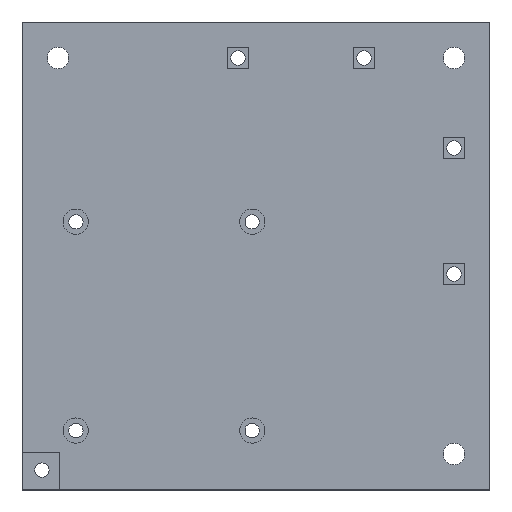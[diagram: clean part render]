
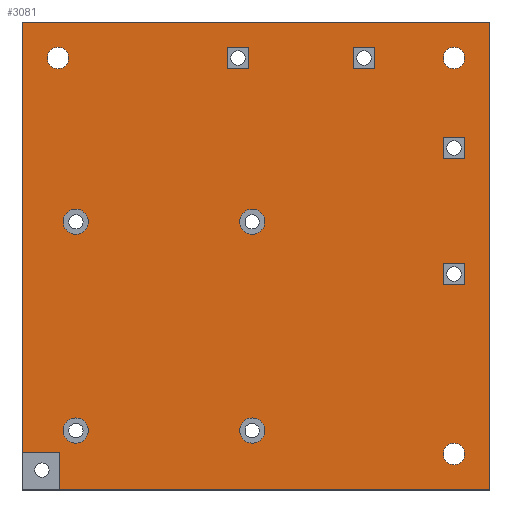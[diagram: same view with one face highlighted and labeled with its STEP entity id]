
A CAD part, top view. The second image highlights one B-rep face of the part: STEP entity #3081.
In plain terms, the highlighted planar face has unit normal (0, 0, 1).
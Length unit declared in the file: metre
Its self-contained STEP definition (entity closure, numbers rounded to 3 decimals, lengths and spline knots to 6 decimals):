
#28=CIRCLE('',#3284,0.0035);
#29=CIRCLE('',#3285,0.0035);
#30=CIRCLE('',#3286,0.0035);
#31=CIRCLE('',#3287,0.0035);
#32=CIRCLE('',#3288,0.003);
#33=CIRCLE('',#3289,0.003);
#34=CIRCLE('',#3290,0.003);
#75=ORIENTED_EDGE('',*,*,#947,.F.);
#76=ORIENTED_EDGE('',*,*,#948,.T.);
#77=ORIENTED_EDGE('',*,*,#949,.T.);
#78=ORIENTED_EDGE('',*,*,#950,.F.);
#79=ORIENTED_EDGE('',*,*,#951,.F.);
#80=ORIENTED_EDGE('',*,*,#952,.T.);
#81=ORIENTED_EDGE('',*,*,#953,.F.);
#82=ORIENTED_EDGE('',*,*,#954,.F.);
#83=ORIENTED_EDGE('',*,*,#955,.F.);
#84=ORIENTED_EDGE('',*,*,#956,.F.);
#85=ORIENTED_EDGE('',*,*,#957,.T.);
#86=ORIENTED_EDGE('',*,*,#958,.T.);
#87=ORIENTED_EDGE('',*,*,#959,.F.);
#88=ORIENTED_EDGE('',*,*,#960,.F.);
#89=ORIENTED_EDGE('',*,*,#961,.F.);
#90=ORIENTED_EDGE('',*,*,#962,.T.);
#91=ORIENTED_EDGE('',*,*,#963,.T.);
#92=ORIENTED_EDGE('',*,*,#964,.F.);
#93=ORIENTED_EDGE('',*,*,#965,.F.);
#94=ORIENTED_EDGE('',*,*,#966,.T.);
#95=ORIENTED_EDGE('',*,*,#967,.T.);
#96=ORIENTED_EDGE('',*,*,#968,.F.);
#97=ORIENTED_EDGE('',*,*,#969,.F.);
#98=ORIENTED_EDGE('',*,*,#970,.T.);
#99=ORIENTED_EDGE('',*,*,#971,.T.);
#100=ORIENTED_EDGE('',*,*,#972,.F.);
#101=ORIENTED_EDGE('',*,*,#973,.F.);
#102=ORIENTED_EDGE('',*,*,#974,.T.);
#103=ORIENTED_EDGE('',*,*,#975,.T.);
#947=EDGE_CURVE('',#1383,#1384,#1656,.T.);
#948=EDGE_CURVE('',#1383,#1385,#1657,.T.);
#949=EDGE_CURVE('',#1385,#1386,#1658,.T.);
#950=EDGE_CURVE('',#1387,#1386,#1659,.T.);
#951=EDGE_CURVE('',#1388,#1387,#1660,.T.);
#952=EDGE_CURVE('',#1388,#1384,#1661,.T.);
#953=EDGE_CURVE('',#1389,#1389,#28,.T.);
#954=EDGE_CURVE('',#1390,#1390,#29,.T.);
#955=EDGE_CURVE('',#1391,#1391,#30,.T.);
#956=EDGE_CURVE('',#1392,#1392,#31,.T.);
#957=EDGE_CURVE('',#1393,#1393,#32,.F.);
#958=EDGE_CURVE('',#1394,#1394,#33,.F.);
#959=EDGE_CURVE('',#1395,#1395,#34,.T.);
#960=EDGE_CURVE('',#1396,#1397,#1662,.T.);
#961=EDGE_CURVE('',#1398,#1396,#1663,.T.);
#962=EDGE_CURVE('',#1398,#1399,#1664,.T.);
#963=EDGE_CURVE('',#1399,#1397,#1665,.T.);
#964=EDGE_CURVE('',#1400,#1401,#1666,.T.);
#965=EDGE_CURVE('',#1402,#1400,#1667,.T.);
#966=EDGE_CURVE('',#1402,#1403,#1668,.T.);
#967=EDGE_CURVE('',#1403,#1401,#1669,.T.);
#968=EDGE_CURVE('',#1404,#1405,#1670,.T.);
#969=EDGE_CURVE('',#1406,#1404,#1671,.T.);
#970=EDGE_CURVE('',#1406,#1407,#1672,.T.);
#971=EDGE_CURVE('',#1407,#1405,#1673,.T.);
#972=EDGE_CURVE('',#1408,#1409,#1674,.T.);
#973=EDGE_CURVE('',#1410,#1408,#1675,.T.);
#974=EDGE_CURVE('',#1410,#1411,#1676,.T.);
#975=EDGE_CURVE('',#1411,#1409,#1677,.T.);
#1383=VERTEX_POINT('',#4385);
#1384=VERTEX_POINT('',#4386);
#1385=VERTEX_POINT('',#4388);
#1386=VERTEX_POINT('',#4390);
#1387=VERTEX_POINT('',#4392);
#1388=VERTEX_POINT('',#4394);
#1389=VERTEX_POINT('',#4397);
#1390=VERTEX_POINT('',#4399);
#1391=VERTEX_POINT('',#4401);
#1392=VERTEX_POINT('',#4403);
#1393=VERTEX_POINT('',#4405);
#1394=VERTEX_POINT('',#4407);
#1395=VERTEX_POINT('',#4409);
#1396=VERTEX_POINT('',#4411);
#1397=VERTEX_POINT('',#4412);
#1398=VERTEX_POINT('',#4414);
#1399=VERTEX_POINT('',#4416);
#1400=VERTEX_POINT('',#4419);
#1401=VERTEX_POINT('',#4420);
#1402=VERTEX_POINT('',#4422);
#1403=VERTEX_POINT('',#4424);
#1404=VERTEX_POINT('',#4427);
#1405=VERTEX_POINT('',#4428);
#1406=VERTEX_POINT('',#4430);
#1407=VERTEX_POINT('',#4432);
#1408=VERTEX_POINT('',#4435);
#1409=VERTEX_POINT('',#4436);
#1410=VERTEX_POINT('',#4438);
#1411=VERTEX_POINT('',#4440);
#1656=LINE('',#4384,#2045);
#1657=LINE('',#4387,#2046);
#1658=LINE('',#4389,#2047);
#1659=LINE('',#4391,#2048);
#1660=LINE('',#4393,#2049);
#1661=LINE('',#4395,#2050);
#1662=LINE('',#4410,#2051);
#1663=LINE('',#4413,#2052);
#1664=LINE('',#4415,#2053);
#1665=LINE('',#4417,#2054);
#1666=LINE('',#4418,#2055);
#1667=LINE('',#4421,#2056);
#1668=LINE('',#4423,#2057);
#1669=LINE('',#4425,#2058);
#1670=LINE('',#4426,#2059);
#1671=LINE('',#4429,#2060);
#1672=LINE('',#4431,#2061);
#1673=LINE('',#4433,#2062);
#1674=LINE('',#4434,#2063);
#1675=LINE('',#4437,#2064);
#1676=LINE('',#4439,#2065);
#1677=LINE('',#4441,#2066);
#2045=VECTOR('',#3523,1.);
#2046=VECTOR('',#3524,1.);
#2047=VECTOR('',#3525,1.);
#2048=VECTOR('',#3526,1.);
#2049=VECTOR('',#3527,1.);
#2050=VECTOR('',#3528,1.);
#2051=VECTOR('',#3543,1.);
#2052=VECTOR('',#3544,1.);
#2053=VECTOR('',#3545,1.);
#2054=VECTOR('',#3546,1.);
#2055=VECTOR('',#3547,1.);
#2056=VECTOR('',#3548,1.);
#2057=VECTOR('',#3549,1.);
#2058=VECTOR('',#3550,1.);
#2059=VECTOR('',#3551,1.);
#2060=VECTOR('',#3552,1.);
#2061=VECTOR('',#3553,1.);
#2062=VECTOR('',#3554,1.);
#2063=VECTOR('',#3555,1.);
#2064=VECTOR('',#3556,1.);
#2065=VECTOR('',#3557,1.);
#2066=VECTOR('',#3558,1.);
#2434=EDGE_LOOP('',(#75,#76,#77,#78,#79,#80));
#2435=EDGE_LOOP('',(#81));
#2436=EDGE_LOOP('',(#82));
#2437=EDGE_LOOP('',(#83));
#2438=EDGE_LOOP('',(#84));
#2439=EDGE_LOOP('',(#85));
#2440=EDGE_LOOP('',(#86));
#2441=EDGE_LOOP('',(#87));
#2442=EDGE_LOOP('',(#88,#89,#90,#91));
#2443=EDGE_LOOP('',(#92,#93,#94,#95));
#2444=EDGE_LOOP('',(#96,#97,#98,#99));
#2445=EDGE_LOOP('',(#100,#101,#102,#103));
#2671=FACE_BOUND('',#2434,.T.);
#2672=FACE_BOUND('',#2435,.T.);
#2673=FACE_BOUND('',#2436,.T.);
#2674=FACE_BOUND('',#2437,.T.);
#2675=FACE_BOUND('',#2438,.T.);
#2676=FACE_BOUND('',#2439,.T.);
#2677=FACE_BOUND('',#2440,.T.);
#2678=FACE_BOUND('',#2441,.T.);
#2679=FACE_BOUND('',#2442,.T.);
#2680=FACE_BOUND('',#2443,.T.);
#2681=FACE_BOUND('',#2444,.T.);
#2682=FACE_BOUND('',#2445,.T.);
#2908=PLANE('',#3283);
#3081=ADVANCED_FACE('',(#2671,#2672,#2673,#2674,#2675,#2676,#2677,#2678,
#2679,#2680,#2681,#2682),#2908,.T.);
#3283=AXIS2_PLACEMENT_3D('',#4383,#3521,#3522);
#3284=AXIS2_PLACEMENT_3D('',#4396,#3529,#3530);
#3285=AXIS2_PLACEMENT_3D('',#4398,#3531,#3532);
#3286=AXIS2_PLACEMENT_3D('',#4400,#3533,#3534);
#3287=AXIS2_PLACEMENT_3D('',#4402,#3535,#3536);
#3288=AXIS2_PLACEMENT_3D('',#4404,#3537,#3538);
#3289=AXIS2_PLACEMENT_3D('',#4406,#3539,#3540);
#3290=AXIS2_PLACEMENT_3D('',#4408,#3541,#3542);
#3521=DIRECTION('',(0.,0.,1.));
#3522=DIRECTION('',(1.,0.,0.));
#3523=DIRECTION('',(0.,1.,0.));
#3524=DIRECTION('',(1.,0.,0.));
#3525=DIRECTION('',(0.,1.,0.));
#3526=DIRECTION('',(1.,0.,0.));
#3527=DIRECTION('',(0.,1.,0.));
#3528=DIRECTION('',(1.,0.,0.));
#3529=DIRECTION('',(0.,0.,1.));
#3530=DIRECTION('',(1.,0.,0.));
#3531=DIRECTION('',(0.,0.,1.));
#3532=DIRECTION('',(1.,0.,0.));
#3533=DIRECTION('',(0.,0.,1.));
#3534=DIRECTION('',(1.,0.,0.));
#3535=DIRECTION('',(0.,0.,1.));
#3536=DIRECTION('',(1.,0.,0.));
#3537=DIRECTION('',(0.,0.,1.));
#3538=DIRECTION('',(1.,0.,0.));
#3539=DIRECTION('',(0.,0.,1.));
#3540=DIRECTION('',(1.,0.,0.));
#3541=DIRECTION('',(0.,0.,1.));
#3542=DIRECTION('',(1.,0.,0.));
#3543=DIRECTION('',(-1.,0.,0.));
#3544=DIRECTION('',(0.,1.,0.));
#3545=DIRECTION('',(-1.,0.,0.));
#3546=DIRECTION('',(0.,1.,0.));
#3547=DIRECTION('',(1.,0.,0.));
#3548=DIRECTION('',(0.,-1.,0.));
#3549=DIRECTION('',(1.,0.,0.));
#3550=DIRECTION('',(0.,-1.,0.));
#3551=DIRECTION('',(0.,1.,0.));
#3552=DIRECTION('',(1.,0.,0.));
#3553=DIRECTION('',(0.,1.,0.));
#3554=DIRECTION('',(1.,0.,0.));
#3555=DIRECTION('',(0.,1.,0.));
#3556=DIRECTION('',(1.,0.,0.));
#3557=DIRECTION('',(0.,1.,0.));
#3558=DIRECTION('',(1.,0.,0.));
#4383=CARTESIAN_POINT('',(-0.175,0.24,0.));
#4384=CARTESIAN_POINT('',(-0.0995,0.26,0.));
#4385=CARTESIAN_POINT('',(-0.0995,0.26,0.));
#4386=CARTESIAN_POINT('',(-0.0995,0.2705,0.));
#4387=CARTESIAN_POINT('',(-0.045,0.26,0.));
#4388=CARTESIAN_POINT('',(0.02,0.26,0.));
#4389=CARTESIAN_POINT('',(0.02,0.325,0.));
#4390=CARTESIAN_POINT('',(0.02,0.39,0.));
#4391=CARTESIAN_POINT('',(-0.045,0.39,0.));
#4392=CARTESIAN_POINT('',(-0.11,0.39,0.));
#4393=CARTESIAN_POINT('',(-0.11,0.325,0.));
#4394=CARTESIAN_POINT('',(-0.11,0.2705,0.));
#4395=CARTESIAN_POINT('',(-0.11,0.2705,0.));
#4396=CARTESIAN_POINT('',(-0.04605,0.2765,0.));
#4397=CARTESIAN_POINT('',(-0.04255,0.2765,0.));
#4398=CARTESIAN_POINT('',(-0.09505,0.3345,0.));
#4399=CARTESIAN_POINT('',(-0.09155,0.3345,0.));
#4400=CARTESIAN_POINT('',(-0.04605,0.3345,0.));
#4401=CARTESIAN_POINT('',(-0.04255,0.3345,0.));
#4402=CARTESIAN_POINT('',(-0.09505,0.2765,0.));
#4403=CARTESIAN_POINT('',(-0.09155,0.2765,0.));
#4404=CARTESIAN_POINT('',(0.01,0.27,0.));
#4405=CARTESIAN_POINT('',(0.013,0.27,0.));
#4406=CARTESIAN_POINT('',(-0.1,0.38,0.));
#4407=CARTESIAN_POINT('',(-0.097,0.38,0.));
#4408=CARTESIAN_POINT('',(0.01,0.38,0.));
#4409=CARTESIAN_POINT('',(0.013,0.38,0.));
#4410=CARTESIAN_POINT('',(-0.05,0.383,0.));
#4411=CARTESIAN_POINT('',(-0.047,0.383,0.));
#4412=CARTESIAN_POINT('',(-0.053,0.383,0.));
#4413=CARTESIAN_POINT('',(-0.047,0.38,0.));
#4414=CARTESIAN_POINT('',(-0.047,0.377,0.));
#4415=CARTESIAN_POINT('',(-0.05,0.377,0.));
#4416=CARTESIAN_POINT('',(-0.053,0.377,0.));
#4417=CARTESIAN_POINT('',(-0.053,0.38,0.));
#4418=CARTESIAN_POINT('',(0.01,0.317,0.));
#4419=CARTESIAN_POINT('',(0.007,0.317,0.));
#4420=CARTESIAN_POINT('',(0.013,0.317,0.));
#4421=CARTESIAN_POINT('',(0.007,0.32,0.));
#4422=CARTESIAN_POINT('',(0.007,0.323,0.));
#4423=CARTESIAN_POINT('',(0.01,0.323,0.));
#4424=CARTESIAN_POINT('',(0.013,0.323,0.));
#4425=CARTESIAN_POINT('',(0.013,0.32,0.));
#4426=CARTESIAN_POINT('',(0.013,0.355,0.));
#4427=CARTESIAN_POINT('',(0.013,0.352,0.));
#4428=CARTESIAN_POINT('',(0.013,0.358,0.));
#4429=CARTESIAN_POINT('',(0.01,0.352,0.));
#4430=CARTESIAN_POINT('',(0.007,0.352,0.));
#4431=CARTESIAN_POINT('',(0.007,0.355,0.));
#4432=CARTESIAN_POINT('',(0.007,0.358,0.));
#4433=CARTESIAN_POINT('',(0.01,0.358,0.));
#4434=CARTESIAN_POINT('',(-0.012,0.38,0.));
#4435=CARTESIAN_POINT('',(-0.012,0.377,0.));
#4436=CARTESIAN_POINT('',(-0.012,0.383,0.));
#4437=CARTESIAN_POINT('',(-0.015,0.377,0.));
#4438=CARTESIAN_POINT('',(-0.018,0.377,0.));
#4439=CARTESIAN_POINT('',(-0.018,0.38,0.));
#4440=CARTESIAN_POINT('',(-0.018,0.383,0.));
#4441=CARTESIAN_POINT('',(-0.015,0.383,0.));
